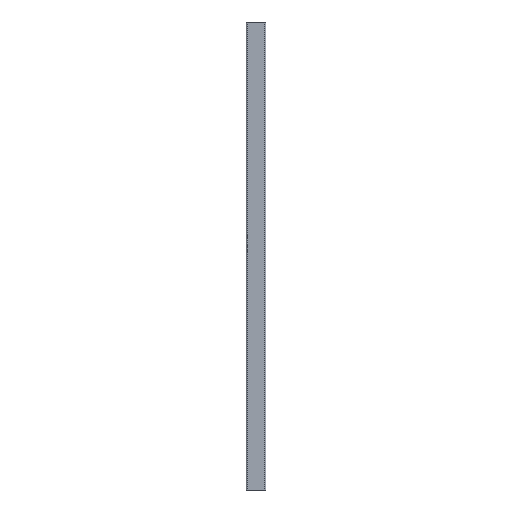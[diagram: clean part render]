
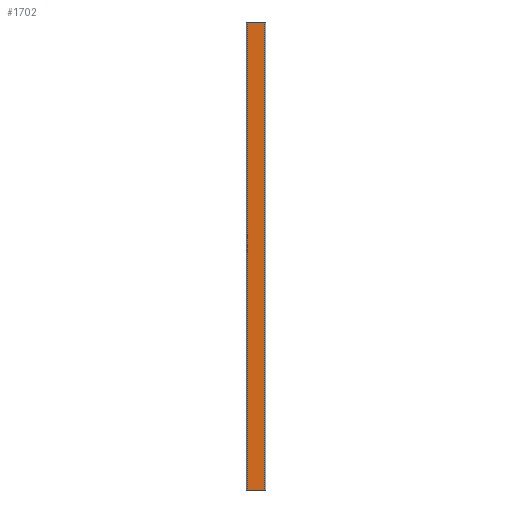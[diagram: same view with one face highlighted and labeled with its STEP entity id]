
A CAD part, front view. The second image highlights one B-rep face of the part: STEP entity #1702.
In plain terms, the highlighted planar face has unit normal (0, -1, 0).
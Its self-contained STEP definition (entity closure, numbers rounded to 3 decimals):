
#19=PLANE('',#1900);
#68=FACE_OUTER_BOUND('',#160,.T.);
#160=EDGE_LOOP('',(#1313,#1314,#1315,#1316));
#249=LINE('',#2543,#425);
#326=LINE('',#2842,#502);
#337=LINE('',#2881,#513);
#339=LINE('',#2884,#515);
#425=VECTOR('',#2007,1000.);
#502=VECTOR('',#2234,1000.);
#513=VECTOR('',#2265,1000.);
#515=VECTOR('',#2269,1000.);
#694=VERTEX_POINT('',#2540);
#695=VERTEX_POINT('',#2542);
#778=VERTEX_POINT('',#2711);
#842=VERTEX_POINT('',#2840);
#870=EDGE_CURVE('',#694,#695,#249,.T.);
#1021=EDGE_CURVE('',#778,#842,#326,.T.);
#1041=EDGE_CURVE('',#694,#778,#337,.T.);
#1043=EDGE_CURVE('',#695,#842,#339,.T.);
#1313=ORIENTED_EDGE('',*,*,#1021,.T.);
#1314=ORIENTED_EDGE('',*,*,#1043,.F.);
#1315=ORIENTED_EDGE('',*,*,#870,.F.);
#1316=ORIENTED_EDGE('',*,*,#1041,.T.);
#1702=ADVANCED_FACE('',(#68),#19,.F.);
#1900=AXIS2_PLACEMENT_3D('',#2883,#2267,#2268);
#2007=DIRECTION('',(1.,0.,0.));
#2234=DIRECTION('',(1.,0.,0.));
#2265=DIRECTION('',(0.,0.,-1.));
#2267=DIRECTION('center_axis',(0.,1.,0.));
#2268=DIRECTION('ref_axis',(0.,0.,1.));
#2269=DIRECTION('',(0.,0.,-1.));
#2540=CARTESIAN_POINT('',(-19.,-62.,1000.));
#2542=CARTESIAN_POINT('',(19.,-62.,1000.));
#2543=CARTESIAN_POINT('',(-19.,-62.,1000.));
#2711=CARTESIAN_POINT('',(-19.,-62.,0.));
#2840=CARTESIAN_POINT('',(19.,-62.,0.));
#2842=CARTESIAN_POINT('',(-19.,-62.,0.));
#2881=CARTESIAN_POINT('',(-19.,-62.,1000.));
#2883=CARTESIAN_POINT('Origin',(-19.,-62.,1000.));
#2884=CARTESIAN_POINT('',(19.,-62.,1000.));
